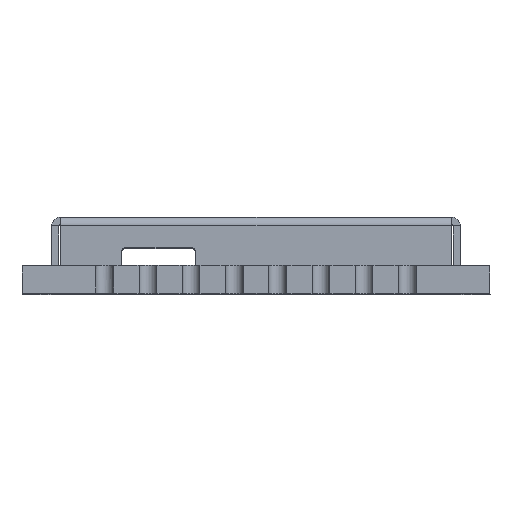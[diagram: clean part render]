
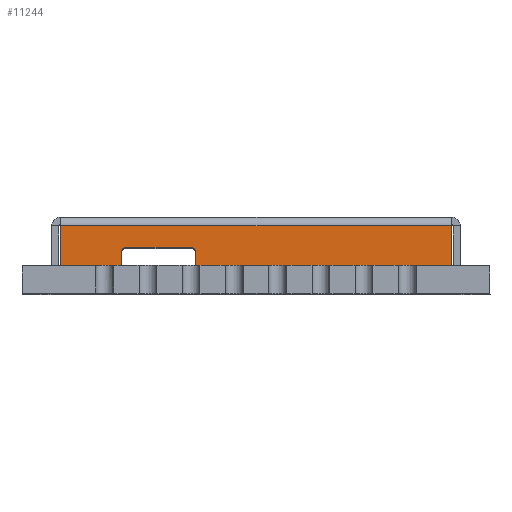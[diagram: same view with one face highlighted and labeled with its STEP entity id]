
A CAD part, top view. The second image highlights one B-rep face of the part: STEP entity #11244.
In plain terms, the highlighted planar face has unit normal (0, 0, 1).
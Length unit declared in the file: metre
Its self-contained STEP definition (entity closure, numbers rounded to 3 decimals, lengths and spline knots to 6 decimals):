
#196 = EDGE_CURVE ( 'NONE', #7495, #1244, #12779, .T. ) ;
#426 = DIRECTION ( 'NONE',  ( -1., 0., 0. ) ) ;
#516 = ORIENTED_EDGE ( 'NONE', *, *, #9361, .F. ) ;
#613 = EDGE_CURVE ( 'NONE', #9675, #7495, #6999, .T. ) ;
#737 = CARTESIAN_POINT ( 'NONE',  ( 0.006489, 0.003104, 0.0143 ) ) ;
#895 = DIRECTION ( 'NONE',  ( -1., 0., 0. ) ) ;
#1092 = DIRECTION ( 'NONE',  ( 0., 1., 0. ) ) ;
#1244 = VERTEX_POINT ( 'NONE', #9726 ) ;
#1250 = DIRECTION ( 'NONE',  ( 0., 0., 1. ) ) ;
#1325 = PLANE ( 'NONE',  #10985 ) ;
#1660 = VERTEX_POINT ( 'NONE', #12437 ) ;
#1849 = ORIENTED_EDGE ( 'NONE', *, *, #5868, .T. ) ;
#2290 = DIRECTION ( 'NONE',  ( 0., -1., 0. ) ) ;
#2383 = DIRECTION ( 'NONE',  ( -1., 0., 0. ) ) ;
#2617 = CARTESIAN_POINT ( 'NONE',  ( 0.006616, 0.002596, 0.0143 ) ) ;
#2633 = CIRCLE ( 'NONE', #4806, 0.000127 ) ;
#2729 = CARTESIAN_POINT ( 'NONE',  ( 0.004457, 0.002596, 0.0143 ) ) ;
#2952 = CARTESIAN_POINT ( 'NONE',  ( 0.014007, 0.003739, 0.0143 ) ) ;
#3094 = DIRECTION ( 'NONE',  ( 0., 0., 1. ) ) ;
#3270 = DIRECTION ( 'NONE',  ( 1., 0., 0. ) ) ;
#3444 = DIRECTION ( 'NONE',  ( 1., 0., 0. ) ) ;
#3449 = VECTOR ( 'NONE', #2383, 1. ) ;
#3785 = VERTEX_POINT ( 'NONE', #737 ) ;
#3903 = LINE ( 'NONE', #10809, #13642 ) ;
#4165 = LINE ( 'NONE', #8715, #12079 ) ;
#4660 = FACE_OUTER_BOUND ( 'NONE', #7729, .T. ) ;
#4806 = AXIS2_PLACEMENT_3D ( 'NONE', #11352, #3094, #895 ) ;
#5041 = CARTESIAN_POINT ( 'NONE',  ( 0.014007, 0.002596, 0.0143 ) ) ;
#5272 = ORIENTED_EDGE ( 'NONE', *, *, #13636, .F. ) ;
#5858 = LINE ( 'NONE', #5041, #10093 ) ;
#5868 = EDGE_CURVE ( 'NONE', #7420, #13866, #13213, .T. ) ;
#6142 = DIRECTION ( 'NONE',  ( -1., 0., 0. ) ) ;
#6303 = CARTESIAN_POINT ( 'NONE',  ( 0.002704, 0.00379, 0.0143 ) ) ;
#6389 = CARTESIAN_POINT ( 'NONE',  ( 0.002704, 0.003739, 0.0143 ) ) ;
#6446 = LINE ( 'NONE', #6303, #11067 ) ;
#6457 = DIRECTION ( 'NONE',  ( -1., 0., 0. ) ) ;
#6906 = CARTESIAN_POINT ( 'NONE',  ( 0.006489, 0.002977, 0.0143 ) ) ;
#6999 = LINE ( 'NONE', #12682, #11659 ) ;
#7094 = VECTOR ( 'NONE', #1092, 1. ) ;
#7339 = CARTESIAN_POINT ( 'NONE',  ( 0.004457, 0.002977, 0.0143 ) ) ;
#7420 = VERTEX_POINT ( 'NONE', #2952 ) ;
#7442 = EDGE_CURVE ( 'NONE', #3785, #1660, #4165, .T. ) ;
#7495 = VERTEX_POINT ( 'NONE', #2729 ) ;
#7555 = EDGE_CURVE ( 'NONE', #1660, #9675, #2633, .T. ) ;
#7729 = EDGE_LOOP ( 'NONE', ( #10597, #11033, #14936, #1849, #516, #14949, #9558, #11623, #8831, #5272 ) ) ;
#8018 = AXIS2_PLACEMENT_3D ( 'NONE', #6906, #10475, #3270 ) ;
#8601 = VERTEX_POINT ( 'NONE', #10632 ) ;
#8715 = CARTESIAN_POINT ( 'NONE',  ( 0.004584, 0.003104, 0.0143 ) ) ;
#8772 = VECTOR ( 'NONE', #6457, 1. ) ;
#8831 = ORIENTED_EDGE ( 'NONE', *, *, #7442, .F. ) ;
#9094 = EDGE_CURVE ( 'NONE', #7420, #13885, #5858, .T. ) ;
#9361 = EDGE_CURVE ( 'NONE', #1244, #13866, #6446, .T. ) ;
#9558 = ORIENTED_EDGE ( 'NONE', *, *, #613, .F. ) ;
#9675 = VERTEX_POINT ( 'NONE', #7339 ) ;
#9726 = CARTESIAN_POINT ( 'NONE',  ( 0.002704, 0.002596, 0.0143 ) ) ;
#10093 = VECTOR ( 'NONE', #13969, 1. ) ;
#10143 = EDGE_CURVE ( 'NONE', #13885, #11045, #3903, .T. ) ;
#10427 = CARTESIAN_POINT ( 'NONE',  ( 0.002704, 0.002596, 0.0143 ) ) ;
#10475 = DIRECTION ( 'NONE',  ( 0., 0., 1. ) ) ;
#10597 = ORIENTED_EDGE ( 'NONE', *, *, #11259, .F. ) ;
#10632 = CARTESIAN_POINT ( 'NONE',  ( 0.006616, 0.002977, 0.0143 ) ) ;
#10809 = CARTESIAN_POINT ( 'NONE',  ( 0.002704, 0.002596, 0.0143 ) ) ;
#10925 = DIRECTION ( 'NONE',  ( 0., 1., 0. ) ) ;
#10985 = AXIS2_PLACEMENT_3D ( 'NONE', #11636, #1250, #3444 ) ;
#11033 = ORIENTED_EDGE ( 'NONE', *, *, #10143, .F. ) ;
#11045 = VERTEX_POINT ( 'NONE', #13754 ) ;
#11067 = VECTOR ( 'NONE', #10925, 1. ) ;
#11244 = ADVANCED_FACE ( 'NONE', ( #4660 ), #1325, .T. ) ;
#11259 = EDGE_CURVE ( 'NONE', #11045, #8601, #13006, .T. ) ;
#11352 = CARTESIAN_POINT ( 'NONE',  ( 0.004584, 0.002977, 0.0143 ) ) ;
#11623 = ORIENTED_EDGE ( 'NONE', *, *, #7555, .F. ) ;
#11636 = CARTESIAN_POINT ( 'NONE',  ( 0.002704, 0.00379, 0.0143 ) ) ;
#11659 = VECTOR ( 'NONE', #2290, 1. ) ;
#12079 = VECTOR ( 'NONE', #6142, 1. ) ;
#12437 = CARTESIAN_POINT ( 'NONE',  ( 0.004584, 0.003104, 0.0143 ) ) ;
#12682 = CARTESIAN_POINT ( 'NONE',  ( 0.004457, 0.002596, 0.0143 ) ) ;
#12779 = LINE ( 'NONE', #10427, #3449 ) ;
#13006 = LINE ( 'NONE', #2617, #7094 ) ;
#13118 = CIRCLE ( 'NONE', #8018, 0.000127 ) ;
#13213 = LINE ( 'NONE', #6389, #8772 ) ;
#13370 = CARTESIAN_POINT ( 'NONE',  ( 0.014007, 0.002596, 0.0143 ) ) ;
#13636 = EDGE_CURVE ( 'NONE', #8601, #3785, #13118, .T. ) ;
#13642 = VECTOR ( 'NONE', #426, 1. ) ;
#13754 = CARTESIAN_POINT ( 'NONE',  ( 0.006616, 0.002596, 0.0143 ) ) ;
#13866 = VERTEX_POINT ( 'NONE', #14503 ) ;
#13885 = VERTEX_POINT ( 'NONE', #13370 ) ;
#13969 = DIRECTION ( 'NONE',  ( 0., -1., 0. ) ) ;
#14503 = CARTESIAN_POINT ( 'NONE',  ( 0.002704, 0.003739, 0.0143 ) ) ;
#14936 = ORIENTED_EDGE ( 'NONE', *, *, #9094, .F. ) ;
#14949 = ORIENTED_EDGE ( 'NONE', *, *, #196, .F. ) ;
